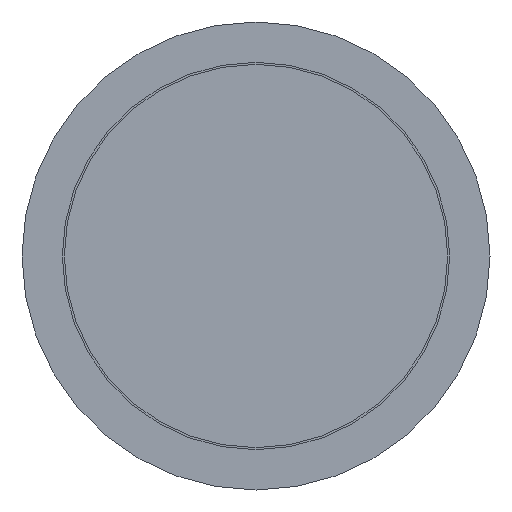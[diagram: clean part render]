
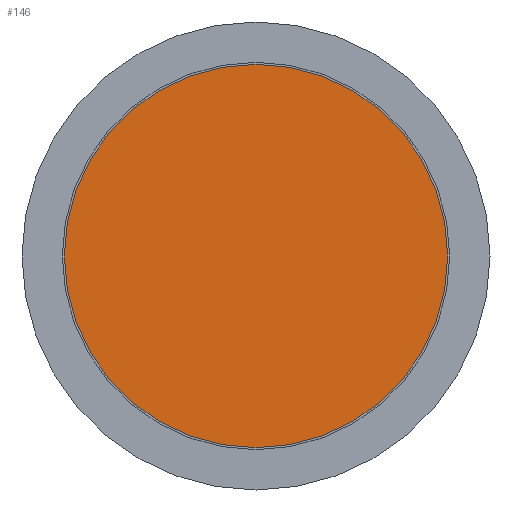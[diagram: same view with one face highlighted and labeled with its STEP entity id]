
A CAD part, front view. The second image highlights one B-rep face of the part: STEP entity #146.
In plain terms, the highlighted planar face has unit normal (0, -1, 0).
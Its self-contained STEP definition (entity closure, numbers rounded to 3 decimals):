
#14 = AXIS2_PLACEMENT_3D ( 'NONE', #218, #527, #109 ) ;
#104 = PLANE ( 'NONE',  #251 ) ;
#106 = EDGE_CURVE ( 'NONE', #324, #324, #196, .T. ) ;
#109 = DIRECTION ( 'NONE',  ( 0., 0., -1. ) ) ;
#146 = ADVANCED_FACE ( 'NONE', ( #490 ), #104, .F. ) ;
#190 = CARTESIAN_POINT ( 'NONE',  ( -23.75, 0., 0. ) ) ;
#196 = CIRCLE ( 'NONE', #14, 23.75 ) ;
#218 = CARTESIAN_POINT ( 'NONE',  ( 0., 0., 0. ) ) ;
#251 = AXIS2_PLACEMENT_3D ( 'NONE', #190, #404, #366 ) ;
#282 = ORIENTED_EDGE ( 'NONE', *, *, #106, .T. ) ;
#324 = VERTEX_POINT ( 'NONE', #408 ) ;
#366 = DIRECTION ( 'NONE',  ( 0., 0., 1. ) ) ;
#404 = DIRECTION ( 'NONE',  ( 0., 1., 0. ) ) ;
#408 = CARTESIAN_POINT ( 'NONE',  ( 0., 0., -23.75 ) ) ;
#433 = EDGE_LOOP ( 'NONE', ( #282 ) ) ;
#490 = FACE_OUTER_BOUND ( 'NONE', #433, .T. ) ;
#527 = DIRECTION ( 'NONE',  ( 0., -1., 0. ) ) ;
